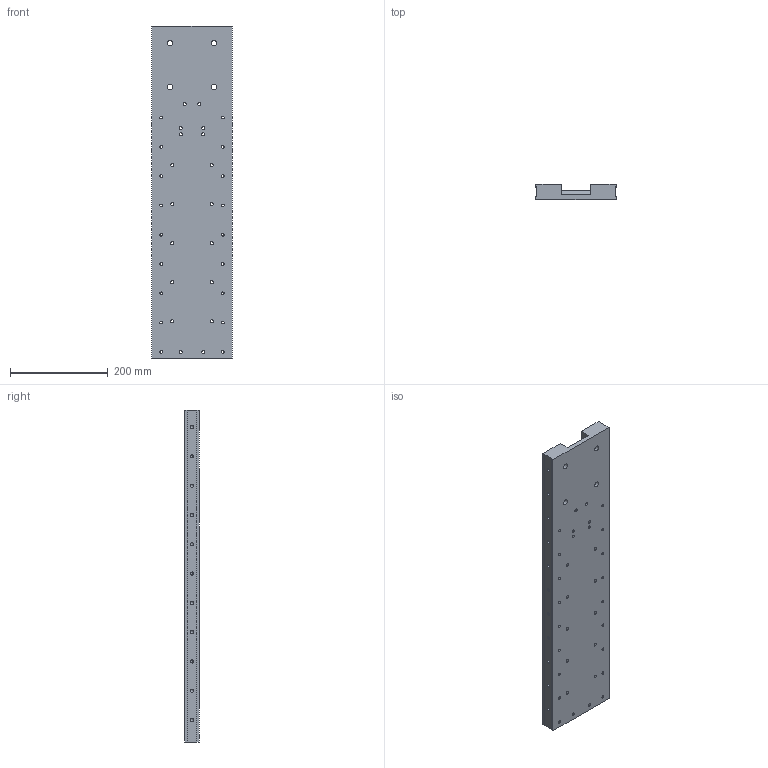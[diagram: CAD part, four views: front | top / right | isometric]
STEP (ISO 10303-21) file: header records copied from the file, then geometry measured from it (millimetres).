
FILE_DESCRIPTION(('FreeCAD Model'),'2;1');
FILE_NAME('Open CASCADE Shape Model','2025-02-18T14:50:29',(''),(''), 'Open CASCADE STEP processor 7.8','FreeCAD','Unknown');
FILE_SCHEMA(('AUTOMOTIVE_DESIGN { 1 0 10303 214 1 1 1 1 }'));
Length unit declared in the file: millimetre
Products named in the file (1): Bed680
Bounding box: 164 x 30 x 680 mm (x, y, z)
Volume: 2298777 mm3; surface area: 319776.7 mm2
Topology: 1 solids, 1 shells, 125 faces, 341 edges, 218 vertices
Faces by surface type: cylinder 67, plane 34, cone 24
Full cylindrical faces by diameter (mm): 5.6 x18, 6.4 x40, 9.5 x1, 11 x4
Entity records: 8283 total; most frequent: CARTESIAN_POINT 1526, DIRECTION 1303, LINE 708, VECTOR 708, ORIENTED_EDGE 636, PCURVE 636, DEFINITIONAL_REPRESENTATION 636, EDGE_CURVE 318
